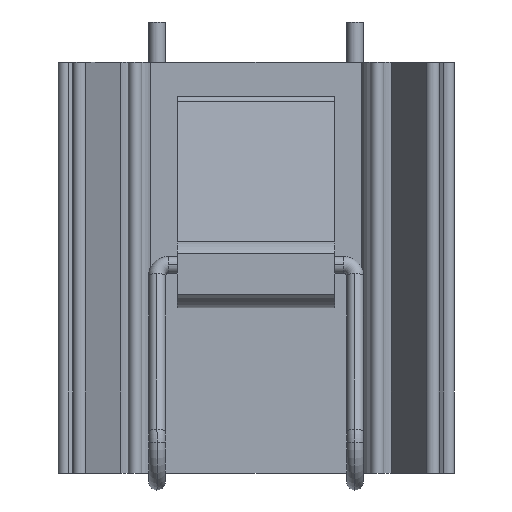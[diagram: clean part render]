
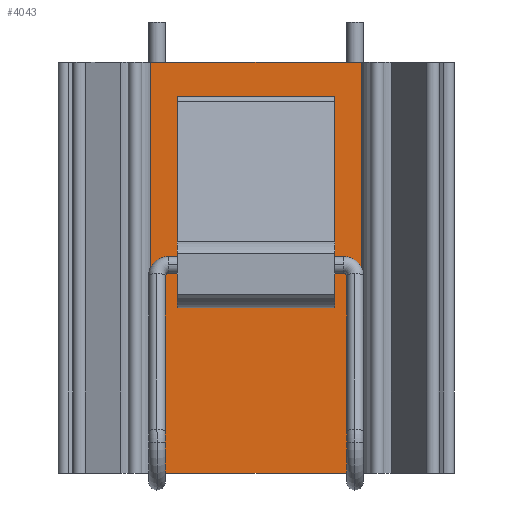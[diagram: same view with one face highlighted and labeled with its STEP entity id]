
A CAD part, front view. The second image highlights one B-rep face of the part: STEP entity #4043.
In plain terms, the highlighted planar face has unit normal (0, -1, 0).
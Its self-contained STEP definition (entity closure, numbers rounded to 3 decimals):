
#67 = VECTOR ( 'NONE', #4476, 1000. ) ;
#150 = CARTESIAN_POINT ( 'NONE',  ( 9.354, -1., 0. ) ) ;
#375 = EDGE_CURVE ( 'NONE', #2573, #3041, #475, .T. ) ;
#475 = LINE ( 'NONE', #3532, #3219 ) ;
#1161 = EDGE_CURVE ( 'NONE', #1989, #1617, #4671, .T. ) ;
#1232 = CARTESIAN_POINT ( 'NONE',  ( -9.354, -1., -36.5 ) ) ;
#1265 = ORIENTED_EDGE ( 'NONE', *, *, #1161, .F. ) ;
#1511 = CARTESIAN_POINT ( 'NONE',  ( -9.354, -1., -36.5 ) ) ;
#1548 = DIRECTION ( 'NONE',  ( 0., -1., 0. ) ) ;
#1617 = VERTEX_POINT ( 'NONE', #2128 ) ;
#1649 = DIRECTION ( 'NONE',  ( 0., 0., 1. ) ) ;
#1694 = ORIENTED_EDGE ( 'NONE', *, *, #4113, .F. ) ;
#1757 = VECTOR ( 'NONE', #3437, 1000. ) ;
#1879 = LINE ( 'NONE', #2278, #1757 ) ;
#1936 = DIRECTION ( 'NONE',  ( 1., 0., 0. ) ) ;
#1989 = VERTEX_POINT ( 'NONE', #2452 ) ;
#2128 = CARTESIAN_POINT ( 'NONE',  ( -9.354, -1., 0. ) ) ;
#2278 = CARTESIAN_POINT ( 'NONE',  ( -9.354, -1., 0. ) ) ;
#2452 = CARTESIAN_POINT ( 'NONE',  ( -9.354, -1., -36.5 ) ) ;
#2530 = CARTESIAN_POINT ( 'NONE',  ( -9.354, -1., -36.5 ) ) ;
#2573 = VERTEX_POINT ( 'NONE', #2600 ) ;
#2600 = CARTESIAN_POINT ( 'NONE',  ( 9.354, -1., -36.5 ) ) ;
#2648 = LINE ( 'NONE', #2530, #67 ) ;
#2699 = PLANE ( 'NONE',  #3806 ) ;
#2902 = EDGE_LOOP ( 'NONE', ( #1694, #1265, #4260, #4104 ) ) ;
#3041 = VERTEX_POINT ( 'NONE', #150 ) ;
#3141 = DIRECTION ( 'NONE',  ( 0., 0., 1. ) ) ;
#3219 = VECTOR ( 'NONE', #1649, 1000. ) ;
#3437 = DIRECTION ( 'NONE',  ( 1., 0., 0. ) ) ;
#3532 = CARTESIAN_POINT ( 'NONE',  ( 9.354, -1., -36.5 ) ) ;
#3681 = VECTOR ( 'NONE', #3141, 1000. ) ;
#3806 = AXIS2_PLACEMENT_3D ( 'NONE', #1511, #1548, #1936 ) ;
#4043 = ADVANCED_FACE ( 'NONE', ( #4197 ), #2699, .T. ) ;
#4104 = ORIENTED_EDGE ( 'NONE', *, *, #375, .T. ) ;
#4113 = EDGE_CURVE ( 'NONE', #1617, #3041, #1879, .T. ) ;
#4197 = FACE_OUTER_BOUND ( 'NONE', #2902, .T. ) ;
#4260 = ORIENTED_EDGE ( 'NONE', *, *, #4605, .T. ) ;
#4476 = DIRECTION ( 'NONE',  ( 1., 0., 0. ) ) ;
#4605 = EDGE_CURVE ( 'NONE', #1989, #2573, #2648, .T. ) ;
#4671 = LINE ( 'NONE', #1232, #3681 ) ;
